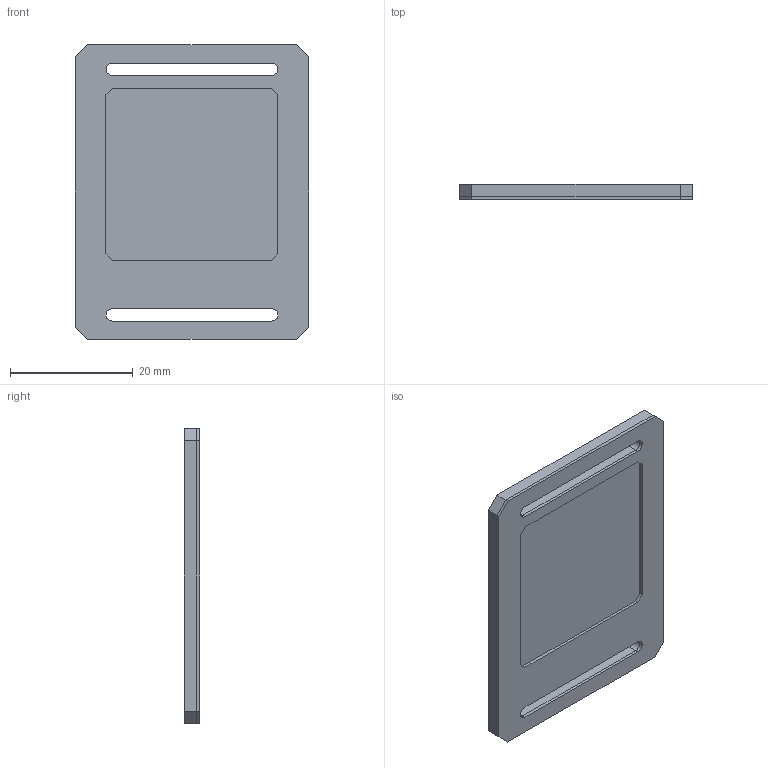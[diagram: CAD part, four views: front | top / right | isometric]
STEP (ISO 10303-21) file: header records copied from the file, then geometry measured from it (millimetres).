
FILE_DESCRIPTION(/* description */ (''),/* implementation_level */ '2;1');
FILE_NAME(/* name */ 'Watchyzoid v0.1.step',/* time_stamp */ '2021-03-16T23:57:16-07:00',/* author */ (''),/* organization */ (''),/* preprocessor_version */ 'ST-DEVELOPER v18.1',/* originating_system */ 'Autodesk Translation Framework v9.10.0.1330',/* authorisation */ '');
FILE_SCHEMA (('AUTOMOTIVE_DESIGN { 1 0 10303 214 3 1 1 }'));
Length unit declared in the file: millimetre
Products named in the file (1): Watchyzoid
Bounding box: 38 x 2.5 x 48 mm (x, y, z)
Volume: 3873.3 mm3; surface area: 6023.4 mm2
Topology: 2 solids, 2 shells, 50 faces, 138 edges, 92 vertices
Faces by surface type: plane 38, cylinder 12
Entity records: 1645 total; most frequent: CARTESIAN_POINT 281, ORIENTED_EDGE 276, DIRECTION 264, EDGE_CURVE 138, LINE 114, VECTOR 114, VERTEX_POINT 92, AXIS2_PLACEMENT_3D 75
